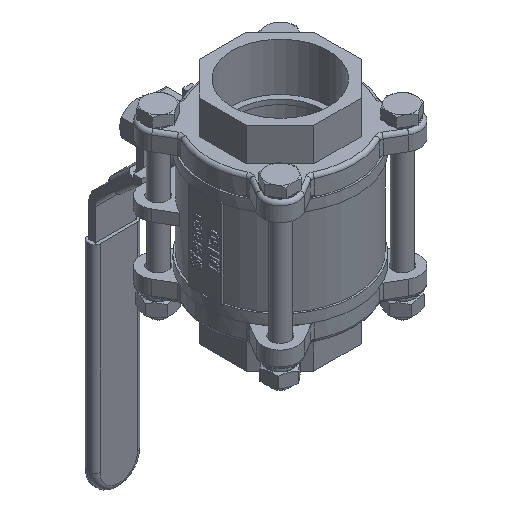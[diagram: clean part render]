
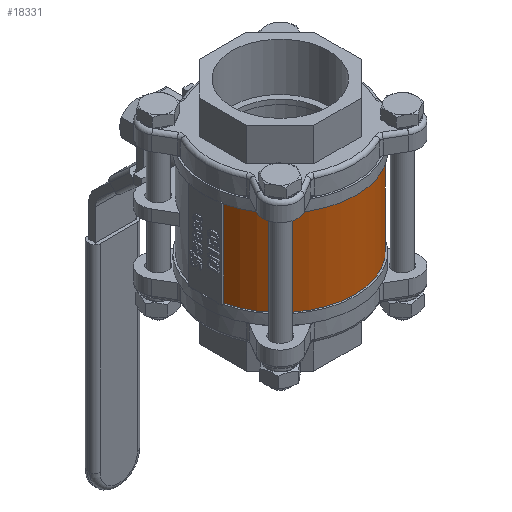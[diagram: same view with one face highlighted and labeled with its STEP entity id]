
A CAD part, isometric view. The second image highlights one B-rep face of the part: STEP entity #18331.
In plain terms, the highlighted cylindrical face has radius 43.5 mm (diameter 87 mm), a partial arc.
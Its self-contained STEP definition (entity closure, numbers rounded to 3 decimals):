
#1205=CYLINDRICAL_SURFACE('',#19427,43.5);
#2160=FACE_OUTER_BOUND('',#3227,.T.);
#3227=EDGE_LOOP('',(#15307,#15308,#15309,#15310));
#4652=LINE('',#32665,#6049);
#4656=LINE('',#32673,#6053);
#6049=VECTOR('',#22738,10.);
#6053=VECTOR('',#22744,10.);
#6526=CIRCLE('',#19422,43.5);
#6529=CIRCLE('',#19428,43.5);
#8109=VERTEX_POINT('',#32662);
#8110=VERTEX_POINT('',#32664);
#8112=VERTEX_POINT('',#32670);
#8113=VERTEX_POINT('',#32672);
#10535=EDGE_CURVE('',#8110,#8109,#4652,.T.);
#10539=EDGE_CURVE('',#8113,#8112,#4656,.T.);
#10555=EDGE_CURVE('',#8112,#8110,#6526,.T.);
#10558=EDGE_CURVE('',#8109,#8113,#6529,.T.);
#15307=ORIENTED_EDGE('',*,*,#10539,.T.);
#15308=ORIENTED_EDGE('',*,*,#10555,.T.);
#15309=ORIENTED_EDGE('',*,*,#10535,.T.);
#15310=ORIENTED_EDGE('',*,*,#10558,.T.);
#18331=ADVANCED_FACE('',(#2160),#1205,.T.);
#19422=AXIS2_PLACEMENT_3D('',#32703,#22783,#22784);
#19427=AXIS2_PLACEMENT_3D('',#32708,#22793,#22794);
#19428=AXIS2_PLACEMENT_3D('',#32709,#22795,#22796);
#22738=DIRECTION('',(0.,0.,1.));
#22744=DIRECTION('',(0.,0.,-1.));
#22783=DIRECTION('center_axis',(0.,0.,1.));
#22784=DIRECTION('ref_axis',(1.,0.,0.));
#22793=DIRECTION('center_axis',(0.,0.,1.));
#22794=DIRECTION('ref_axis',(1.,0.,0.));
#22795=DIRECTION('center_axis',(0.,0.,-1.));
#22796=DIRECTION('ref_axis',(1.,0.,0.));
#32662=CARTESIAN_POINT('',(42.45,-9.5,25.5));
#32664=CARTESIAN_POINT('',(42.45,-9.5,-25.5));
#32665=CARTESIAN_POINT('',(42.45,-9.5,0.));
#32670=CARTESIAN_POINT('',(-42.45,-9.5,-25.5));
#32672=CARTESIAN_POINT('',(-42.45,-9.5,25.5));
#32673=CARTESIAN_POINT('',(-42.45,-9.5,0.));
#32703=CARTESIAN_POINT('Origin',(0.,0.,-25.5));
#32708=CARTESIAN_POINT('Origin',(0.,0.,0.));
#32709=CARTESIAN_POINT('Origin',(0.,0.,25.5));
